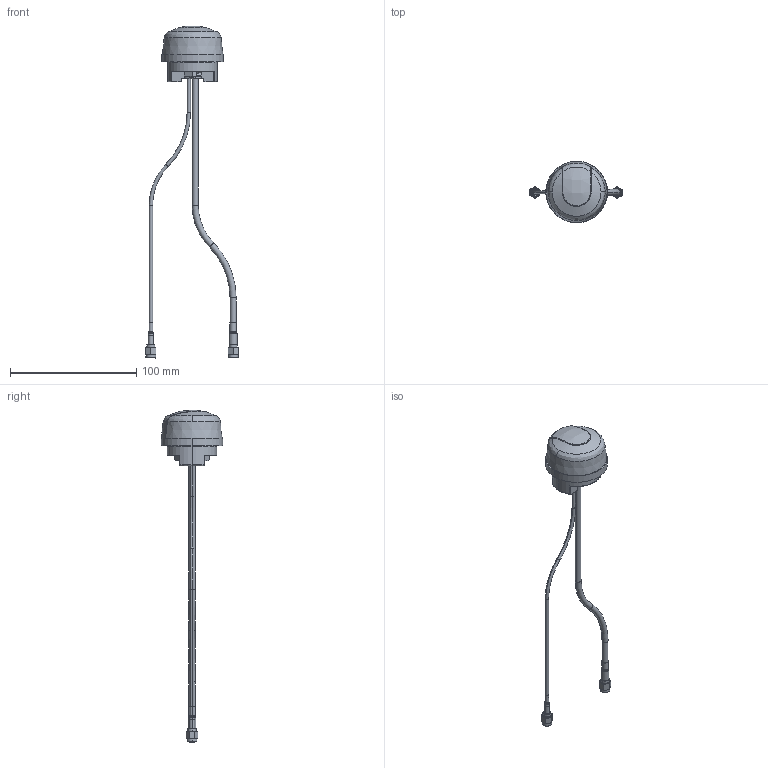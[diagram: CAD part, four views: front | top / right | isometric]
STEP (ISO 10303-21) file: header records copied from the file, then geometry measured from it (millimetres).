
FILE_DESCRIPTION (( 'STEP AP214' ), '1' );
FILE_NAME ('MA106.C.LB.001_web.STEP', '2022-03-16T16:57:26', ( '' ), ( '' ), 'SwSTEP 2.0', 'SolidWorks 2018', '' );
FILE_SCHEMA (( 'AUTOMOTIVE_DESIGN' ));
Length unit declared in the file: millimetre
Products named in the file (1): MA106.C.LB.001_web
Bounding box: 73 x 48.8 x 262.62 mm (x, y, z)
Surface area: 17647.5 mm2 (no closed solid volume)
Topology: 0 solids, 25 shells, 273 faces, 942 edges, 681 vertices
Faces by surface type: bspline 90, cylinder 77, plane 62, cone 26, torus 18
Entity records: 22237 total; most frequent: CARTESIAN_POINT 12183, ORIENTED_EDGE 1462, DIRECTION 1237, EDGE_CURVE 938, VERTEX_POINT 681, AXIS2_PLACEMENT_3D 487, B_SPLINE_CURVE_WITH_KNOTS 320, CIRCLE 303
